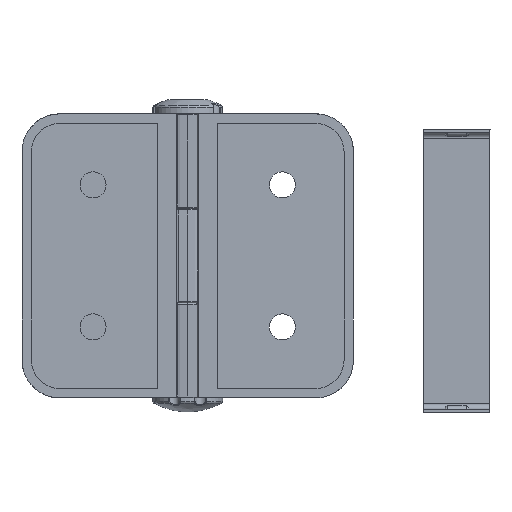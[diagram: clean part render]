
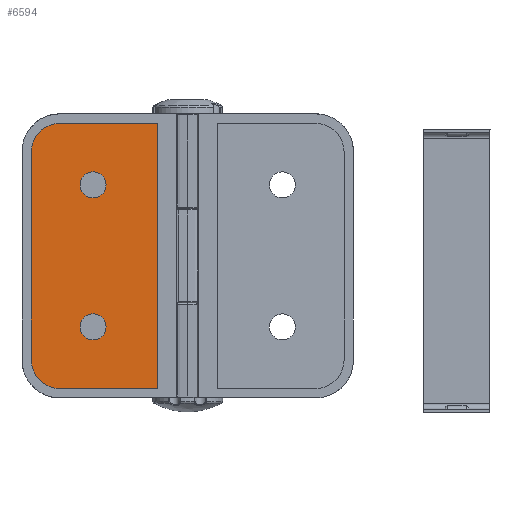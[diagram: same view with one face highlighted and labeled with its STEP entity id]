
A CAD part, front view. The second image highlights one B-rep face of the part: STEP entity #6594.
In plain terms, the highlighted planar face has unit normal (0, -1, 0).
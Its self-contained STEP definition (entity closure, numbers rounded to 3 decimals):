
#369=FACE_BOUND('',#1961,.T.);
#370=FACE_BOUND('',#1962,.T.);
#428=PLANE('',#7033);
#579=LINE('',#9811,#995);
#580=LINE('',#9815,#996);
#581=LINE('',#9817,#997);
#582=LINE('',#9818,#998);
#995=VECTOR('',#7857,44.);
#996=VECTOR('',#7860,20.7);
#997=VECTOR('',#7861,56.);
#998=VECTOR('',#7862,20.7);
#1542=FACE_OUTER_BOUND('',#1960,.T.);
#1960=EDGE_LOOP('',(#4544,#4545,#4546,#4547,#4548,#4549));
#1961=EDGE_LOOP('',(#4550));
#1962=EDGE_LOOP('',(#4551));
#2432=CIRCLE('',#7034,6.);
#2433=CIRCLE('',#7035,6.);
#2434=CIRCLE('',#7036,2.75);
#2435=CIRCLE('',#7037,2.75);
#2831=VERTEX_POINT('',#9807);
#2832=VERTEX_POINT('',#9808);
#2833=VERTEX_POINT('',#9810);
#2834=VERTEX_POINT('',#9812);
#2835=VERTEX_POINT('',#9814);
#2836=VERTEX_POINT('',#9816);
#2837=VERTEX_POINT('',#9819);
#2838=VERTEX_POINT('',#9821);
#3506=EDGE_CURVE('',#2831,#2832,#2432,.T.);
#3507=EDGE_CURVE('',#2832,#2833,#579,.T.);
#3508=EDGE_CURVE('',#2833,#2834,#2433,.T.);
#3509=EDGE_CURVE('',#2834,#2835,#580,.T.);
#3510=EDGE_CURVE('',#2835,#2836,#581,.T.);
#3511=EDGE_CURVE('',#2836,#2831,#582,.T.);
#3512=EDGE_CURVE('',#2837,#2837,#2434,.T.);
#3513=EDGE_CURVE('',#2838,#2838,#2435,.T.);
#4544=ORIENTED_EDGE('',*,*,#3506,.T.);
#4545=ORIENTED_EDGE('',*,*,#3507,.T.);
#4546=ORIENTED_EDGE('',*,*,#3508,.T.);
#4547=ORIENTED_EDGE('',*,*,#3509,.T.);
#4548=ORIENTED_EDGE('',*,*,#3510,.T.);
#4549=ORIENTED_EDGE('',*,*,#3511,.T.);
#4550=ORIENTED_EDGE('',*,*,#3512,.F.);
#4551=ORIENTED_EDGE('',*,*,#3513,.T.);
#6594=ADVANCED_FACE('',(#1542,#369,#370),#428,.T.);
#7033=AXIS2_PLACEMENT_3D('',#9806,#7853,#7854);
#7034=AXIS2_PLACEMENT_3D('',#9809,#7855,#7856);
#7035=AXIS2_PLACEMENT_3D('',#9813,#7858,#7859);
#7036=AXIS2_PLACEMENT_3D('',#9820,#7863,#7864);
#7037=AXIS2_PLACEMENT_3D('',#9822,#7865,#7866);
#7853=DIRECTION('center_axis',(0.,-1.,0.));
#7854=DIRECTION('ref_axis',(-1.,0.,0.));
#7855=DIRECTION('center_axis',(0.,-1.,0.));
#7856=DIRECTION('ref_axis',(0.,0.,-1.));
#7857=DIRECTION('',(0.,0.,1.));
#7858=DIRECTION('center_axis',(0.,-1.,0.));
#7859=DIRECTION('ref_axis',(1.,0.,0.));
#7860=DIRECTION('',(-1.,0.,0.));
#7861=DIRECTION('',(0.,0.,-1.));
#7862=DIRECTION('',(1.,0.,0.));
#7863=DIRECTION('center_axis',(0.,-1.,0.));
#7864=DIRECTION('ref_axis',(1.,0.,0.));
#7865=DIRECTION('center_axis',(0.,1.,0.));
#7866=DIRECTION('ref_axis',(1.,0.,0.));
#9806=CARTESIAN_POINT('Origin',(0.,-9.25,0.));
#9807=CARTESIAN_POINT('',(27.,-9.25,2.));
#9808=CARTESIAN_POINT('',(33.,-9.25,8.));
#9809=CARTESIAN_POINT('Origin',(27.,-9.25,8.));
#9810=CARTESIAN_POINT('',(33.,-9.25,52.));
#9811=CARTESIAN_POINT('',(33.,-9.25,8.));
#9812=CARTESIAN_POINT('',(27.,-9.25,58.));
#9813=CARTESIAN_POINT('Origin',(27.,-9.25,52.));
#9814=CARTESIAN_POINT('',(6.3,-9.25,58.));
#9815=CARTESIAN_POINT('',(27.,-9.25,58.));
#9816=CARTESIAN_POINT('',(6.3,-9.25,2.));
#9817=CARTESIAN_POINT('',(6.3,-9.25,58.));
#9818=CARTESIAN_POINT('',(6.3,-9.25,2.));
#9819=CARTESIAN_POINT('',(17.25,-9.25,45.));
#9820=CARTESIAN_POINT('Origin',(20.,-9.25,45.));
#9821=CARTESIAN_POINT('',(17.25,-9.25,15.));
#9822=CARTESIAN_POINT('Origin',(20.,-9.25,15.));
